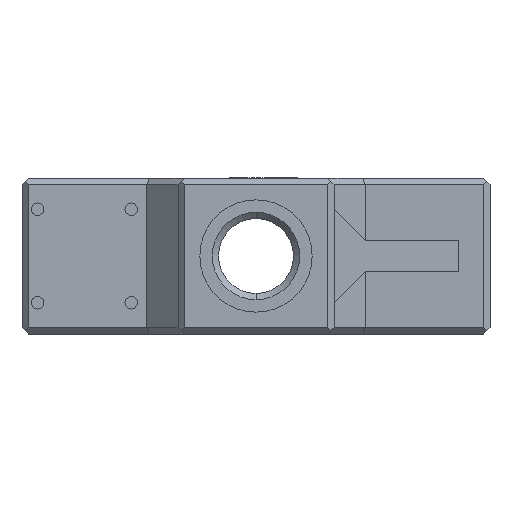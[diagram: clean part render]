
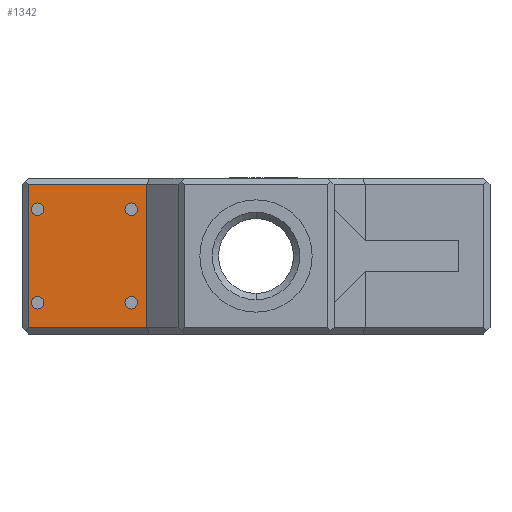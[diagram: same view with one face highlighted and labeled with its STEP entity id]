
A CAD part, left-side view. The second image highlights one B-rep face of the part: STEP entity #1342.
In plain terms, the highlighted planar face has unit normal (-1, 0, 0).
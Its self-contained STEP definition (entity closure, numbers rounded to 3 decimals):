
#29 = LINE ( 'NONE', #4701, #1025 ) ;
#188 = DIRECTION ( 'NONE',  ( -1., 0., 0. ) ) ;
#248 = VERTEX_POINT ( 'NONE', #4270 ) ;
#259 = DIRECTION ( 'NONE',  ( 0., 0., 1. ) ) ;
#260 = AXIS2_PLACEMENT_3D ( 'NONE', #3575, #1424, #2714 ) ;
#309 = LINE ( 'NONE', #3707, #2965 ) ;
#321 = VERTEX_POINT ( 'NONE', #4920 ) ;
#360 = AXIS2_PLACEMENT_3D ( 'NONE', #3794, #1712, #4594 ) ;
#411 = DIRECTION ( 'NONE',  ( 0., 0., 1. ) ) ;
#417 = CARTESIAN_POINT ( 'NONE',  ( -25., 57.5, -7.5 ) ) ;
#579 = CARTESIAN_POINT ( 'NONE',  ( -25., 74., 11.5 ) ) ;
#594 = CARTESIAN_POINT ( 'NONE',  ( -25., 57.5, -8.5 ) ) ;
#668 = ORIENTED_EDGE ( 'NONE', *, *, #1286, .F. ) ;
#672 = CARTESIAN_POINT ( 'NONE',  ( -25., 72.5, 7.5 ) ) ;
#715 = CIRCLE ( 'NONE', #5203, 1. ) ;
#831 = VERTEX_POINT ( 'NONE', #3593 ) ;
#850 = EDGE_CURVE ( 'NONE', #4662, #831, #2598, .T. ) ;
#851 = CIRCLE ( 'NONE', #260, 1. ) ;
#859 = AXIS2_PLACEMENT_3D ( 'NONE', #5161, #920, #3859 ) ;
#879 = PLANE ( 'NONE',  #859 ) ;
#905 = CIRCLE ( 'NONE', #2564, 1. ) ;
#914 = FACE_BOUND ( 'NONE', #1831, .T. ) ;
#920 = DIRECTION ( 'NONE',  ( 1., 0., 0. ) ) ;
#993 = VERTEX_POINT ( 'NONE', #4293 ) ;
#1025 = VECTOR ( 'NONE', #4641, 1000. ) ;
#1037 = ORIENTED_EDGE ( 'NONE', *, *, #850, .T. ) ;
#1075 = EDGE_CURVE ( 'NONE', #993, #3169, #4412, .T. ) ;
#1090 = CARTESIAN_POINT ( 'NONE',  ( -25., 75., -11.5 ) ) ;
#1101 = ORIENTED_EDGE ( 'NONE', *, *, #4886, .T. ) ;
#1123 = EDGE_CURVE ( 'NONE', #2912, #248, #1571, .T. ) ;
#1160 = ORIENTED_EDGE ( 'NONE', *, *, #3043, .F. ) ;
#1286 = EDGE_CURVE ( 'NONE', #248, #2912, #715, .T. ) ;
#1342 = ADVANCED_FACE ( 'NONE', ( #5200, #4607, #2899, #914, #5001 ), #879, .F. ) ;
#1410 = ORIENTED_EDGE ( 'NONE', *, *, #4692, .F. ) ;
#1424 = DIRECTION ( 'NONE',  ( -1., 0., 0. ) ) ;
#1471 = VECTOR ( 'NONE', #2806, 1000. ) ;
#1522 = CARTESIAN_POINT ( 'NONE',  ( -25., 72.5, 8.5 ) ) ;
#1571 = CIRCLE ( 'NONE', #5098, 1. ) ;
#1633 = CARTESIAN_POINT ( 'NONE',  ( -25., 72.5, 6.5 ) ) ;
#1639 = DIRECTION ( 'NONE',  ( 0., 0., 1. ) ) ;
#1647 = ORIENTED_EDGE ( 'NONE', *, *, #3901, .T. ) ;
#1712 = DIRECTION ( 'NONE',  ( -1., 0., 0. ) ) ;
#1831 = EDGE_LOOP ( 'NONE', ( #668, #2477 ) ) ;
#1925 = EDGE_LOOP ( 'NONE', ( #4048, #2256 ) ) ;
#1935 = CARTESIAN_POINT ( 'NONE',  ( -25., 72.5, -7.5 ) ) ;
#2072 = AXIS2_PLACEMENT_3D ( 'NONE', #3971, #188, #4389 ) ;
#2117 = EDGE_LOOP ( 'NONE', ( #4758, #1410 ) ) ;
#2123 = AXIS2_PLACEMENT_3D ( 'NONE', #672, #3955, #3979 ) ;
#2131 = CARTESIAN_POINT ( 'NONE',  ( -25., 57.5, 8.5 ) ) ;
#2256 = ORIENTED_EDGE ( 'NONE', *, *, #2261, .F. ) ;
#2261 = EDGE_CURVE ( 'NONE', #4065, #4268, #851, .T. ) ;
#2364 = VERTEX_POINT ( 'NONE', #1522 ) ;
#2421 = CIRCLE ( 'NONE', #2123, 1. ) ;
#2437 = VECTOR ( 'NONE', #5286, 1000. ) ;
#2448 = CARTESIAN_POINT ( 'NONE',  ( -25., 57.5, -7.5 ) ) ;
#2477 = ORIENTED_EDGE ( 'NONE', *, *, #1123, .F. ) ;
#2514 = DIRECTION ( 'NONE',  ( -1., 0., 0. ) ) ;
#2549 = DIRECTION ( 'NONE',  ( -1., 0., 0. ) ) ;
#2564 = AXIS2_PLACEMENT_3D ( 'NONE', #2448, #2790, #259 ) ;
#2598 = LINE ( 'NONE', #1090, #1471 ) ;
#2617 = CARTESIAN_POINT ( 'NONE',  ( -25., 72.5, -8.5 ) ) ;
#2638 = EDGE_CURVE ( 'NONE', #321, #3690, #3530, .T. ) ;
#2714 = DIRECTION ( 'NONE',  ( 0., 0., 1. ) ) ;
#2790 = DIRECTION ( 'NONE',  ( -1., 0., 0. ) ) ;
#2806 = DIRECTION ( 'NONE',  ( 0., -1., 0. ) ) ;
#2820 = VERTEX_POINT ( 'NONE', #1633 ) ;
#2826 = EDGE_CURVE ( 'NONE', #4268, #4065, #4400, .T. ) ;
#2899 = FACE_BOUND ( 'NONE', #5359, .T. ) ;
#2912 = VERTEX_POINT ( 'NONE', #2617 ) ;
#2919 = AXIS2_PLACEMENT_3D ( 'NONE', #417, #2549, #3829 ) ;
#2965 = VECTOR ( 'NONE', #3662, 1000. ) ;
#3043 = EDGE_CURVE ( 'NONE', #2364, #2820, #3923, .T. ) ;
#3169 = VERTEX_POINT ( 'NONE', #579 ) ;
#3374 = CARTESIAN_POINT ( 'NONE',  ( -25., 57.5, 6.5 ) ) ;
#3530 = CIRCLE ( 'NONE', #2919, 1. ) ;
#3575 = CARTESIAN_POINT ( 'NONE',  ( -25., 57.5, 7.5 ) ) ;
#3593 = CARTESIAN_POINT ( 'NONE',  ( -25., 55., -11.5 ) ) ;
#3645 = CARTESIAN_POINT ( 'NONE',  ( -25., 74., -11.5 ) ) ;
#3662 = DIRECTION ( 'NONE',  ( 0., 0., -1. ) ) ;
#3690 = VERTEX_POINT ( 'NONE', #594 ) ;
#3707 = CARTESIAN_POINT ( 'NONE',  ( -25., 74., -12.5 ) ) ;
#3794 = CARTESIAN_POINT ( 'NONE',  ( -25., 57.5, 7.5 ) ) ;
#3829 = DIRECTION ( 'NONE',  ( 0., 0., 1. ) ) ;
#3859 = DIRECTION ( 'NONE',  ( 0., 0., -1. ) ) ;
#3873 = ORIENTED_EDGE ( 'NONE', *, *, #1075, .T. ) ;
#3901 = EDGE_CURVE ( 'NONE', #3169, #4662, #309, .T. ) ;
#3923 = CIRCLE ( 'NONE', #2072, 1. ) ;
#3955 = DIRECTION ( 'NONE',  ( -1., 0., 0. ) ) ;
#3971 = CARTESIAN_POINT ( 'NONE',  ( -25., 72.5, 7.5 ) ) ;
#3979 = DIRECTION ( 'NONE',  ( 0., 0., 1. ) ) ;
#4048 = ORIENTED_EDGE ( 'NONE', *, *, #2826, .F. ) ;
#4065 = VERTEX_POINT ( 'NONE', #3374 ) ;
#4268 = VERTEX_POINT ( 'NONE', #2131 ) ;
#4270 = CARTESIAN_POINT ( 'NONE',  ( -25., 72.5, -6.5 ) ) ;
#4293 = CARTESIAN_POINT ( 'NONE',  ( -25., 55., 11.5 ) ) ;
#4389 = DIRECTION ( 'NONE',  ( 0., 0., 1. ) ) ;
#4400 = CIRCLE ( 'NONE', #360, 1. ) ;
#4412 = LINE ( 'NONE', #5300, #2437 ) ;
#4437 = DIRECTION ( 'NONE',  ( -1., 0., 0. ) ) ;
#4594 = DIRECTION ( 'NONE',  ( 0., 0., 1. ) ) ;
#4607 = FACE_BOUND ( 'NONE', #2117, .T. ) ;
#4641 = DIRECTION ( 'NONE',  ( 0., 0., 1. ) ) ;
#4662 = VERTEX_POINT ( 'NONE', #3645 ) ;
#4692 = EDGE_CURVE ( 'NONE', #3690, #321, #905, .T. ) ;
#4701 = CARTESIAN_POINT ( 'NONE',  ( -25., 55., -12.5 ) ) ;
#4758 = ORIENTED_EDGE ( 'NONE', *, *, #2638, .F. ) ;
#4886 = EDGE_CURVE ( 'NONE', #831, #993, #29, .T. ) ;
#4920 = CARTESIAN_POINT ( 'NONE',  ( -25., 57.5, -6.5 ) ) ;
#4935 = EDGE_LOOP ( 'NONE', ( #1647, #1037, #1101, #3873 ) ) ;
#5001 = FACE_OUTER_BOUND ( 'NONE', #4935, .T. ) ;
#5016 = EDGE_CURVE ( 'NONE', #2820, #2364, #2421, .T. ) ;
#5098 = AXIS2_PLACEMENT_3D ( 'NONE', #5499, #2514, #411 ) ;
#5161 = CARTESIAN_POINT ( 'NONE',  ( -25., 75., -12.5 ) ) ;
#5200 = FACE_BOUND ( 'NONE', #1925, .T. ) ;
#5203 = AXIS2_PLACEMENT_3D ( 'NONE', #1935, #4437, #1639 ) ;
#5286 = DIRECTION ( 'NONE',  ( 0., 1., 0. ) ) ;
#5300 = CARTESIAN_POINT ( 'NONE',  ( -25., 75., 11.5 ) ) ;
#5321 = ORIENTED_EDGE ( 'NONE', *, *, #5016, .F. ) ;
#5359 = EDGE_LOOP ( 'NONE', ( #1160, #5321 ) ) ;
#5499 = CARTESIAN_POINT ( 'NONE',  ( -25., 72.5, -7.5 ) ) ;
